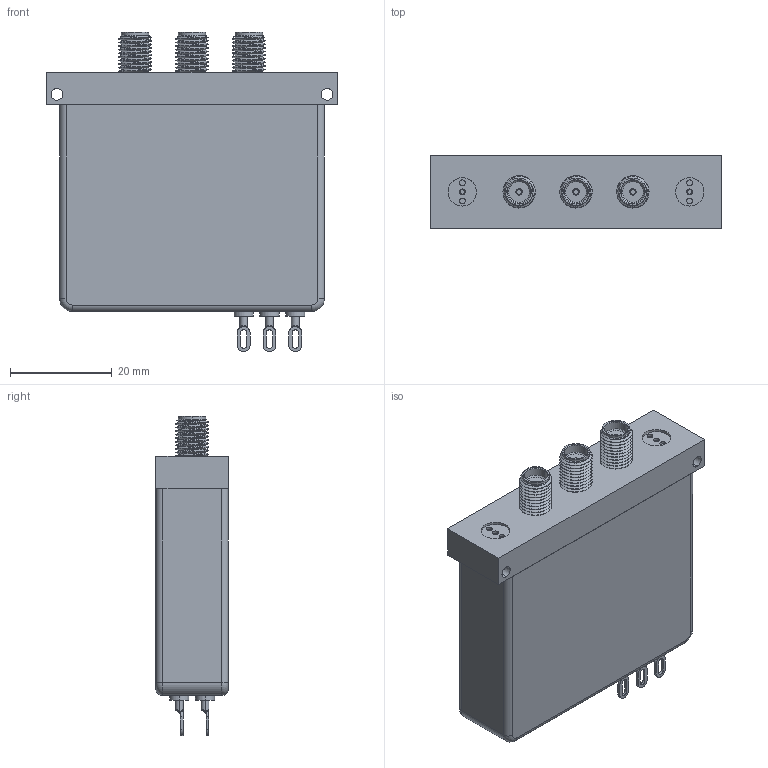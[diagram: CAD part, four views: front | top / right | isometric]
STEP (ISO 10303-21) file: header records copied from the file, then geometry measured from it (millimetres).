
FILE_DESCRIPTION (( 'STEP AP214' ), '1' );
FILE_NAME ('PE71S6468.step', '2021-02-25T20:40:25', ( '' ), ( '' ), 'SwSTEP 2.0', 'SolidWorks 2018', '' );
FILE_SCHEMA (( 'AUTOMOTIVE_DESIGN' ));
Length unit declared in the file: inch
Products named in the file (1): PE71S6468
Bounding box: 57.15 x 14.28 x 62.74 mm (x, y, z)
Volume: 35667.9 mm3; surface area: 9084.6 mm2
Topology: 1 solids, 1 shells, 892 faces, 2368 edges, 1554 vertices
Faces by surface type: plane 459, cylinder 202, bspline 200, cone 27, torus 4
Entity records: 39371 total; most frequent: CARTESIAN_POINT 18807, ORIENTED_EDGE 4712, DIRECTION 3474, EDGE_CURVE 2356, VERTEX_POINT 1554, VECTOR 1452, LINE 1452, AXIS2_PLACEMENT_3D 1011
